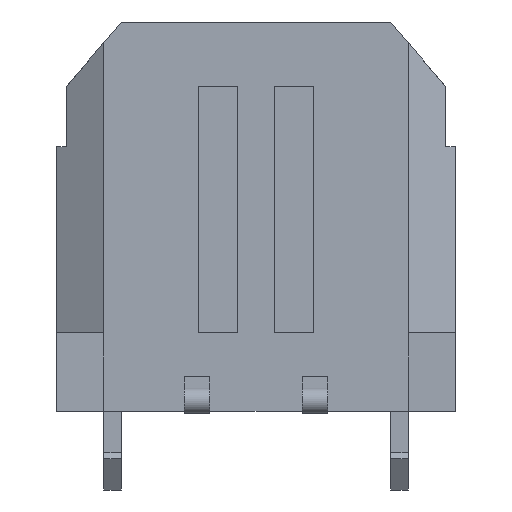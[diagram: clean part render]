
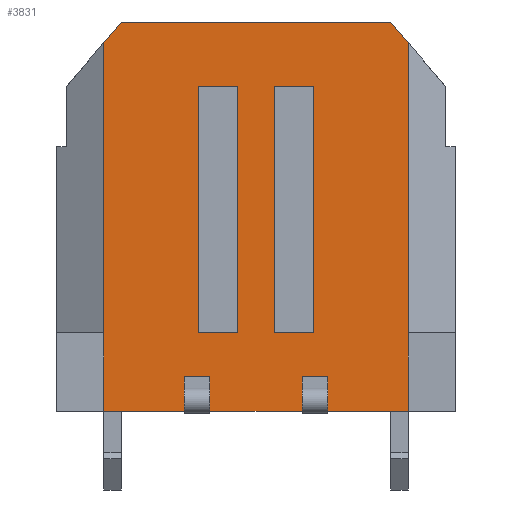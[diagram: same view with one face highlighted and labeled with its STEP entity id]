
A CAD part, front view. The second image highlights one B-rep face of the part: STEP entity #3831.
In plain terms, the highlighted planar face has unit normal (0, -1, 0).
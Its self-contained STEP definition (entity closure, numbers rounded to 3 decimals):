
#53=DIRECTION('',(1.,0.,0.));
#54=VECTOR('',#53,1.);
#55=CARTESIAN_POINT('',(-1.475,-3.44,3.31));
#56=LINE('',#55,#54);
#57=DIRECTION('',(0.,0.,1.));
#58=VECTOR('',#57,6.27);
#59=CARTESIAN_POINT('',(-1.475,-3.44,-2.96));
#60=LINE('',#59,#58);
#61=DIRECTION('',(1.,0.,0.));
#62=VECTOR('',#61,1.);
#63=CARTESIAN_POINT('',(-1.475,-3.44,-2.96));
#64=LINE('',#63,#62);
#65=DIRECTION('',(0.,0.,1.));
#66=VECTOR('',#65,6.27);
#67=CARTESIAN_POINT('',(-0.475,-3.44,-2.96));
#68=LINE('',#67,#66);
#69=DIRECTION('',(1.,0.,0.));
#70=VECTOR('',#69,1.);
#71=CARTESIAN_POINT('',(0.475,-3.44,3.31));
#72=LINE('',#71,#70);
#73=DIRECTION('',(0.,0.,1.));
#74=VECTOR('',#73,6.27);
#75=CARTESIAN_POINT('',(0.475,-3.44,-2.96));
#76=LINE('',#75,#74);
#77=DIRECTION('',(1.,0.,0.));
#78=VECTOR('',#77,1.);
#79=CARTESIAN_POINT('',(0.475,-3.44,-2.96));
#80=LINE('',#79,#78);
#81=DIRECTION('',(0.,0.,1.));
#82=VECTOR('',#81,6.27);
#83=CARTESIAN_POINT('',(1.475,-3.44,-2.96));
#84=LINE('',#83,#82);
#85=DIRECTION('',(0.,0.,1.));
#86=VECTOR('',#85,0.64);
#87=CARTESIAN_POINT('',(-1.18,-3.44,-4.719));
#88=LINE('',#87,#86);
#89=DIRECTION('',(0.,0.,1.));
#90=VECTOR('',#89,0.64);
#91=CARTESIAN_POINT('',(-1.82,-3.44,-4.719));
#92=LINE('',#91,#90);
#93=DIRECTION('',(0.,0.,-1.));
#94=VECTOR('',#93,0.241);
#95=CARTESIAN_POINT('',(-1.82,-3.44,-4.719));
#96=LINE('',#95,#94);
#97=DIRECTION('',(0.,0.,-1.));
#98=VECTOR('',#97,7.383);
#99=CARTESIAN_POINT('',(-3.875,-3.44,4.423));
#100=LINE('',#99,#98);
#101=DIRECTION('',(-0.649,0.,-0.761));
#102=VECTOR('',#101,0.693);
#103=CARTESIAN_POINT('',(-3.425,-3.44,4.95));
#104=LINE('',#103,#102);
#105=DIRECTION('',(1.,0.,0.));
#106=VECTOR('',#105,6.85);
#107=CARTESIAN_POINT('',(-3.425,-3.44,4.95));
#108=LINE('',#107,#106);
#109=DIRECTION('',(-0.649,0.,0.761));
#110=VECTOR('',#109,0.693);
#111=CARTESIAN_POINT('',(3.875,-3.44,4.423));
#112=LINE('',#111,#110);
#113=DIRECTION('',(0.,0.,-1.));
#114=VECTOR('',#113,7.383);
#115=CARTESIAN_POINT('',(3.875,-3.44,4.423));
#116=LINE('',#115,#114);
#117=DIRECTION('',(0.,0.,-1.));
#118=VECTOR('',#117,2.);
#119=CARTESIAN_POINT('',(3.875,-3.44,-2.96));
#120=LINE('',#119,#118);
#121=DIRECTION('',(0.,0.,-1.));
#122=VECTOR('',#121,0.241);
#123=CARTESIAN_POINT('',(1.82,-3.44,-4.719));
#124=LINE('',#123,#122);
#125=DIRECTION('',(0.,0.,1.));
#126=VECTOR('',#125,0.64);
#127=CARTESIAN_POINT('',(1.82,-3.44,-4.719));
#128=LINE('',#127,#126);
#129=DIRECTION('',(0.,0.,1.));
#130=VECTOR('',#129,0.64);
#131=CARTESIAN_POINT('',(1.18,-3.44,-4.719));
#132=LINE('',#131,#130);
#133=DIRECTION('',(0.,0.,-1.));
#134=VECTOR('',#133,0.241);
#135=CARTESIAN_POINT('',(1.18,-3.44,-4.719));
#136=LINE('',#135,#134);
#137=DIRECTION('',(0.,0.,-1.));
#138=VECTOR('',#137,0.241);
#139=CARTESIAN_POINT('',(-1.18,-3.44,-4.719));
#140=LINE('',#139,#138);
#545=DIRECTION('',(-1.,0.,0.));
#546=VECTOR('',#545,0.64);
#547=CARTESIAN_POINT('',(-1.18,-3.44,-4.079));
#548=LINE('',#547,#546);
#931=DIRECTION('',(-1.,0.,0.));
#932=VECTOR('',#931,2.055);
#933=CARTESIAN_POINT('',(-1.82,-3.44,-4.96));
#934=LINE('',#933,#932);
#939=DIRECTION('',(-1.,0.,0.));
#940=VECTOR('',#939,2.055);
#941=CARTESIAN_POINT('',(3.875,-3.44,-4.96));
#942=LINE('',#941,#940);
#955=DIRECTION('',(-1.,0.,0.));
#956=VECTOR('',#955,2.36);
#957=CARTESIAN_POINT('',(1.18,-3.44,-4.96));
#958=LINE('',#957,#956);
#2115=DIRECTION('',(-1.,0.,0.));
#2116=VECTOR('',#2115,0.64);
#2117=CARTESIAN_POINT('',(1.82,-3.44,-4.079));
#2118=LINE('',#2117,#2116);
#2367=DIRECTION('',(0.,0.,-1.));
#2368=VECTOR('',#2367,2.);
#2369=CARTESIAN_POINT('',(-3.875,-3.44,-2.96));
#2370=LINE('',#2369,#2368);
#2791=CARTESIAN_POINT('',(-3.425,-3.44,4.95));
#2792=CARTESIAN_POINT('',(3.425,-3.44,4.95));
#2793=VERTEX_POINT('',#2791);
#2794=VERTEX_POINT('',#2792);
#2887=CARTESIAN_POINT('',(-1.18,-3.44,-4.96));
#2889=VERTEX_POINT('',#2887);
#2891=CARTESIAN_POINT('',(-1.82,-3.44,-4.96));
#2893=VERTEX_POINT('',#2891);
#2895=CARTESIAN_POINT('',(1.82,-3.44,-4.96));
#2897=VERTEX_POINT('',#2895);
#2899=CARTESIAN_POINT('',(1.18,-3.44,-4.96));
#2901=VERTEX_POINT('',#2899);
#2912=CARTESIAN_POINT('',(3.875,-3.44,-2.96));
#2914=VERTEX_POINT('',#2912);
#2916=CARTESIAN_POINT('',(-3.875,-3.44,-2.96));
#2918=VERTEX_POINT('',#2916);
#2925=CARTESIAN_POINT('',(3.875,-3.44,-4.96));
#2926=VERTEX_POINT('',#2925);
#2927=CARTESIAN_POINT('',(-3.875,-3.44,-4.96));
#2928=VERTEX_POINT('',#2927);
#3001=CARTESIAN_POINT('',(1.82,-3.44,-4.719));
#3002=CARTESIAN_POINT('',(1.82,-3.44,-4.079));
#3003=VERTEX_POINT('',#3001);
#3004=VERTEX_POINT('',#3002);
#3005=CARTESIAN_POINT('',(1.18,-3.44,-4.719));
#3006=CARTESIAN_POINT('',(1.18,-3.44,-4.079));
#3007=VERTEX_POINT('',#3005);
#3008=VERTEX_POINT('',#3006);
#3021=CARTESIAN_POINT('',(-1.18,-3.44,-4.719));
#3022=CARTESIAN_POINT('',(-1.18,-3.44,-4.079));
#3023=VERTEX_POINT('',#3021);
#3024=VERTEX_POINT('',#3022);
#3025=CARTESIAN_POINT('',(-1.82,-3.44,-4.719));
#3026=CARTESIAN_POINT('',(-1.82,-3.44,-4.079));
#3027=VERTEX_POINT('',#3025);
#3028=VERTEX_POINT('',#3026);
#3221=CARTESIAN_POINT('',(-1.475,-3.44,3.31));
#3222=CARTESIAN_POINT('',(-0.475,-3.44,3.31));
#3223=VERTEX_POINT('',#3221);
#3224=VERTEX_POINT('',#3222);
#3225=CARTESIAN_POINT('',(0.475,-3.44,3.31));
#3226=CARTESIAN_POINT('',(1.475,-3.44,3.31));
#3227=VERTEX_POINT('',#3225);
#3228=VERTEX_POINT('',#3226);
#3229=CARTESIAN_POINT('',(-1.475,-3.44,-2.96));
#3230=CARTESIAN_POINT('',(-0.475,-3.44,-2.96));
#3231=VERTEX_POINT('',#3229);
#3232=VERTEX_POINT('',#3230);
#3233=CARTESIAN_POINT('',(0.475,-3.44,-2.96));
#3234=CARTESIAN_POINT('',(1.475,-3.44,-2.96));
#3235=VERTEX_POINT('',#3233);
#3236=VERTEX_POINT('',#3234);
#3517=CARTESIAN_POINT('',(3.875,-3.44,4.423));
#3518=VERTEX_POINT('',#3517);
#3519=CARTESIAN_POINT('',(-3.875,-3.44,4.423));
#3520=VERTEX_POINT('',#3519);
#3765=CARTESIAN_POINT('',(-4.825,-3.44,4.95));
#3766=DIRECTION('',(0.,-1.,0.));
#3767=DIRECTION('',(0.,0.,-1.));
#3768=AXIS2_PLACEMENT_3D('',#3765,#3766,#3767);
#3769=PLANE('',#3768);
#3771=ORIENTED_EDGE('',*,*,#3770,.T.);
#3773=ORIENTED_EDGE('',*,*,#3772,.T.);
#3775=ORIENTED_EDGE('',*,*,#3774,.F.);
#3777=ORIENTED_EDGE('',*,*,#3776,.T.);
#3779=ORIENTED_EDGE('',*,*,#3778,.T.);
#3781=ORIENTED_EDGE('',*,*,#3780,.F.);
#3782=ORIENTED_EDGE('',*,*,#3752,.F.);
#3784=ORIENTED_EDGE('',*,*,#3783,.F.);
#3786=ORIENTED_EDGE('',*,*,#3785,.T.);
#3788=ORIENTED_EDGE('',*,*,#3787,.F.);
#3790=ORIENTED_EDGE('',*,*,#3789,.T.);
#3792=ORIENTED_EDGE('',*,*,#3791,.T.);
#3794=ORIENTED_EDGE('',*,*,#3793,.T.);
#3796=ORIENTED_EDGE('',*,*,#3795,.F.);
#3798=ORIENTED_EDGE('',*,*,#3797,.T.);
#3800=ORIENTED_EDGE('',*,*,#3799,.T.);
#3802=ORIENTED_EDGE('',*,*,#3801,.F.);
#3804=ORIENTED_EDGE('',*,*,#3803,.T.);
#3806=ORIENTED_EDGE('',*,*,#3805,.T.);
#3808=ORIENTED_EDGE('',*,*,#3807,.F.);
#3809=EDGE_LOOP('',(#3771,#3773,#3775,#3777,#3779,#3781,#3782,#3784,#3786,#3788,
#3790,#3792,#3794,#3796,#3798,#3800,#3802,#3804,#3806,#3808));
#3810=FACE_OUTER_BOUND('',#3809,.F.);
#3812=ORIENTED_EDGE('',*,*,#3811,.F.);
#3814=ORIENTED_EDGE('',*,*,#3813,.F.);
#3816=ORIENTED_EDGE('',*,*,#3815,.T.);
#3818=ORIENTED_EDGE('',*,*,#3817,.T.);
#3819=EDGE_LOOP('',(#3812,#3814,#3816,#3818));
#3820=FACE_BOUND('',#3819,.F.);
#3822=ORIENTED_EDGE('',*,*,#3821,.F.);
#3824=ORIENTED_EDGE('',*,*,#3823,.F.);
#3826=ORIENTED_EDGE('',*,*,#3825,.T.);
#3828=ORIENTED_EDGE('',*,*,#3827,.T.);
#3829=EDGE_LOOP('',(#3822,#3824,#3826,#3828));
#3830=FACE_BOUND('',#3829,.F.);
#3831=ADVANCED_FACE('',(#3810,#3820,#3830),#3769,.T.);
#3752=EDGE_CURVE('',#3520,#2918,#100,.T.);
#3770=EDGE_CURVE('',#3023,#3024,#88,.T.);
#3772=EDGE_CURVE('',#3024,#3028,#548,.T.);
#3774=EDGE_CURVE('',#3027,#3028,#92,.T.);
#3776=EDGE_CURVE('',#3027,#2893,#96,.T.);
#3778=EDGE_CURVE('',#2893,#2928,#934,.T.);
#3780=EDGE_CURVE('',#2918,#2928,#2370,.T.);
#3783=EDGE_CURVE('',#2793,#3520,#104,.T.);
#3785=EDGE_CURVE('',#2793,#2794,#108,.T.);
#3787=EDGE_CURVE('',#3518,#2794,#112,.T.);
#3789=EDGE_CURVE('',#3518,#2914,#116,.T.);
#3791=EDGE_CURVE('',#2914,#2926,#120,.T.);
#3793=EDGE_CURVE('',#2926,#2897,#942,.T.);
#3795=EDGE_CURVE('',#3003,#2897,#124,.T.);
#3797=EDGE_CURVE('',#3003,#3004,#128,.T.);
#3799=EDGE_CURVE('',#3004,#3008,#2118,.T.);
#3801=EDGE_CURVE('',#3007,#3008,#132,.T.);
#3803=EDGE_CURVE('',#3007,#2901,#136,.T.);
#3805=EDGE_CURVE('',#2901,#2889,#958,.T.);
#3807=EDGE_CURVE('',#3023,#2889,#140,.T.);
#3811=EDGE_CURVE('',#3227,#3228,#72,.T.);
#3813=EDGE_CURVE('',#3235,#3227,#76,.T.);
#3815=EDGE_CURVE('',#3235,#3236,#80,.T.);
#3817=EDGE_CURVE('',#3236,#3228,#84,.T.);
#3821=EDGE_CURVE('',#3223,#3224,#56,.T.);
#3823=EDGE_CURVE('',#3231,#3223,#60,.T.);
#3825=EDGE_CURVE('',#3231,#3232,#64,.T.);
#3827=EDGE_CURVE('',#3232,#3224,#68,.T.);
